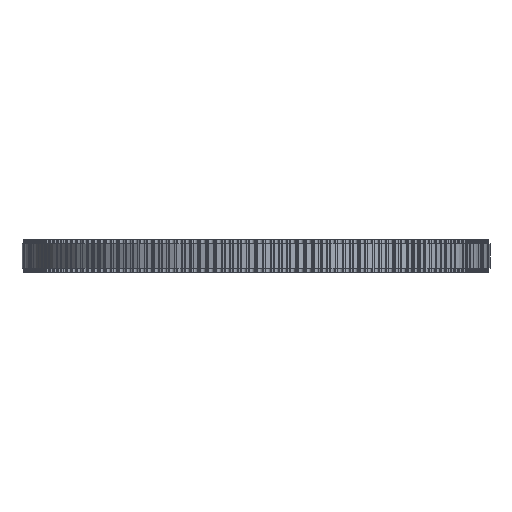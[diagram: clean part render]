
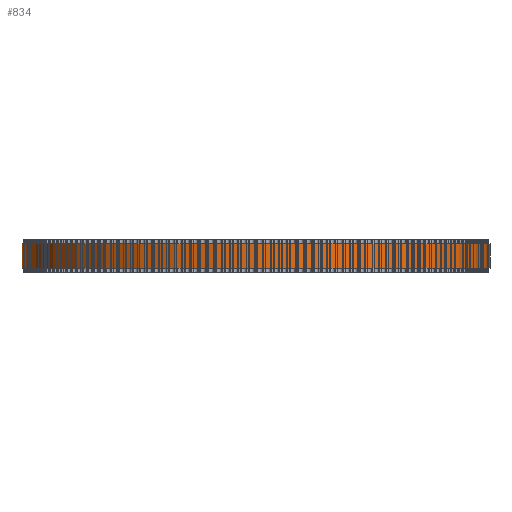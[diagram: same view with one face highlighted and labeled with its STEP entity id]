
A CAD part, front view. The second image highlights one B-rep face of the part: STEP entity #834.
In plain terms, the highlighted cylindrical face has radius 56.659 mm (diameter 113.318 mm), a full revolution.
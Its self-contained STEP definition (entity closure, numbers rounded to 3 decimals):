
#97=FACE_BOUND('',#2976,.T.);
#98=FACE_BOUND('',#2977,.T.);
#834=ADVANCED_FACE('',(#97,#98),#1547,.T.);
#1547=CYLINDRICAL_SURFACE('',#15807,56.659);
#2976=EDGE_LOOP('',(#8674));
#2977=EDGE_LOOP('',(#8675));
#8674=ORIENTED_EDGE('',*,*,#12238,.T.);
#8675=ORIENTED_EDGE('',*,*,#12239,.T.);
#10100=VERTEX_POINT('',#25080);
#10101=VERTEX_POINT('',#25082);
#12238=EDGE_CURVE('',#10100,#10100,#13664,.T.);
#12239=EDGE_CURVE('',#10101,#10101,#13665,.T.);
#13664=CIRCLE('',#15805,56.659);
#13665=CIRCLE('',#15806,56.659);
#15805=AXIS2_PLACEMENT_3D('',#25079,#20798,#20799);
#15806=AXIS2_PLACEMENT_3D('',#25081,#20800,#20801);
#15807=AXIS2_PLACEMENT_3D('',#25083,#20802,#20803);
#20798=DIRECTION('',(0.,0.,1.));
#20799=DIRECTION('',(1.,0.,0.));
#20800=DIRECTION('',(0.,0.,-1.));
#20801=DIRECTION('',(1.,0.,0.));
#20802=DIRECTION('',(0.,0.,1.));
#20803=DIRECTION('',(1.,0.,0.));
#25079=CARTESIAN_POINT('',(0.,0.,1.));
#25080=CARTESIAN_POINT('',(56.659,0.,1.));
#25081=CARTESIAN_POINT('',(0.,0.,7.));
#25082=CARTESIAN_POINT('',(56.659,0.,7.));
#25083=CARTESIAN_POINT('',(0.,0.,1.));
